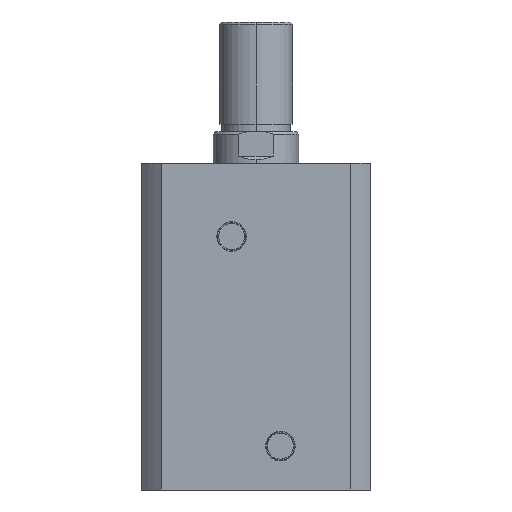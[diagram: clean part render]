
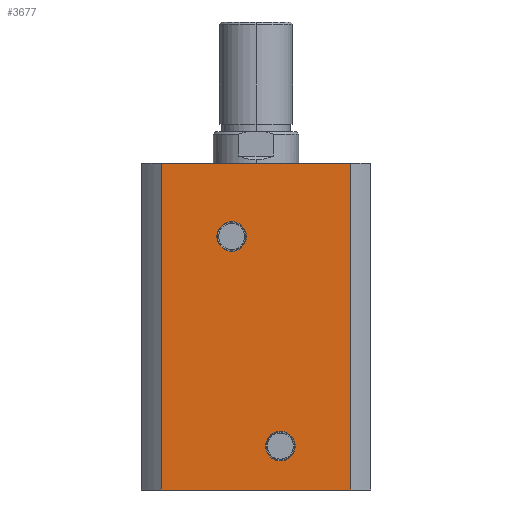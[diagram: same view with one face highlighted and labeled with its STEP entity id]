
A CAD part, left-side view. The second image highlights one B-rep face of the part: STEP entity #3677.
In plain terms, the highlighted planar face has unit normal (-1, 0, 0).
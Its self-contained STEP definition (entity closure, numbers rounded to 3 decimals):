
#146 = CARTESIAN_POINT ( 'NONE',  ( -47., -38.884, 0. ) ) ;
#154 = CARTESIAN_POINT ( 'NONE',  ( -47., -38.884, 134. ) ) ;
#357 = AXIS2_PLACEMENT_3D ( 'NONE', #850, #844, #854 ) ;
#456 = AXIS2_PLACEMENT_3D ( 'NONE', #1846, #1847, #1848 ) ;
#459 = AXIS2_PLACEMENT_3D ( 'NONE', #1835, #1836, #1837 ) ;
#506 = DIRECTION ( 'NONE',  ( 0., 0., 1. ) ) ;
#507 = CARTESIAN_POINT ( 'NONE',  ( -47., 0., 134. ) ) ;
#508 = CARTESIAN_POINT ( 'NONE',  ( -47., 0., 0. ) ) ;
#509 = CARTESIAN_POINT ( 'NONE',  ( -47., -10., 18. ) ) ;
#510 = DIRECTION ( 'NONE',  ( -1., 0., 0. ) ) ;
#511 = DIRECTION ( 'NONE',  ( 0., 0., 1. ) ) ;
#512 = DIRECTION ( 'NONE',  ( 0., -1., 0. ) ) ;
#513 = CARTESIAN_POINT ( 'NONE',  ( -47., -38.884, 134. ) ) ;
#515 = DIRECTION ( 'NONE',  ( 0., 0., -1. ) ) ;
#516 = DIRECTION ( 'NONE',  ( 0., -1., 0. ) ) ;
#627 = LINE ( 'NONE', #2162, #631 ) ;
#630 = CIRCLE ( 'NONE', #2443, 6.06 ) ;
#631 = VECTOR ( 'NONE', #2167, 1000. ) ;
#632 = CIRCLE ( 'NONE', #2442, 6.06 ) ;
#633 = LINE ( 'NONE', #508, #636 ) ;
#634 = LINE ( 'NONE', #507, #640 ) ;
#635 = LINE ( 'NONE', #513, #638 ) ;
#636 = VECTOR ( 'NONE', #512, 1000. ) ;
#638 = VECTOR ( 'NONE', #515, 1000. ) ;
#640 = VECTOR ( 'NONE', #516, 1000. ) ;
#844 = DIRECTION ( 'NONE',  ( 1., 0., 0. ) ) ;
#850 = CARTESIAN_POINT ( 'NONE',  ( -47., 0., 134. ) ) ;
#852 = PLANE ( 'NONE',  #357 ) ;
#854 = DIRECTION ( 'NONE',  ( 0., 1., 0. ) ) ;
#1127 = CARTESIAN_POINT ( 'NONE',  ( -47., 38.884, 0. ) ) ;
#1136 = CARTESIAN_POINT ( 'NONE',  ( -47., 38.884, 134. ) ) ;
#1178 = VERTEX_POINT ( 'NONE', #2678 ) ;
#1191 = VERTEX_POINT ( 'NONE', #2685 ) ;
#1195 = VERTEX_POINT ( 'NONE', #3083 ) ;
#1197 = VERTEX_POINT ( 'NONE', #3099 ) ;
#1354 = ORIENTED_EDGE ( 'NONE', *, *, #2552, .T. ) ;
#1356 = ORIENTED_EDGE ( 'NONE', *, *, #3215, .F. ) ;
#1357 = ORIENTED_EDGE ( 'NONE', *, *, #2554, .F. ) ;
#1359 = ORIENTED_EDGE ( 'NONE', *, *, #2555, .F. ) ;
#1361 = ORIENTED_EDGE ( 'NONE', *, *, #3220, .F. ) ;
#1367 = ORIENTED_EDGE ( 'NONE', *, *, #2556, .T. ) ;
#1378 = ORIENTED_EDGE ( 'NONE', *, *, #2557, .F. ) ;
#1383 = ORIENTED_EDGE ( 'NONE', *, *, #2558, .F. ) ;
#1545 = CIRCLE ( 'NONE', #459, 6.06 ) ;
#1552 = CIRCLE ( 'NONE', #456, 6.06 ) ;
#1835 = CARTESIAN_POINT ( 'NONE',  ( -47., 10., 104. ) ) ;
#1836 = DIRECTION ( 'NONE',  ( -1., 0., 0. ) ) ;
#1837 = DIRECTION ( 'NONE',  ( 0., 0., 1. ) ) ;
#1846 = CARTESIAN_POINT ( 'NONE',  ( -47., -10., 18. ) ) ;
#1847 = DIRECTION ( 'NONE',  ( -1., 0., 0. ) ) ;
#1848 = DIRECTION ( 'NONE',  ( 0., 0., 1. ) ) ;
#1871 = CARTESIAN_POINT ( 'NONE',  ( -47., 10., 104. ) ) ;
#1988 = DIRECTION ( 'NONE',  ( -1., 0., 0. ) ) ;
#2162 = CARTESIAN_POINT ( 'NONE',  ( -47., 38.884, 134. ) ) ;
#2167 = DIRECTION ( 'NONE',  ( 0., 0., -1. ) ) ;
#2363 = FACE_BOUND ( 'NONE', #3365, .T. ) ;
#2364 = FACE_OUTER_BOUND ( 'NONE', #3376, .T. ) ;
#2366 = FACE_BOUND ( 'NONE', #3395, .T. ) ;
#2442 = AXIS2_PLACEMENT_3D ( 'NONE', #509, #510, #511 ) ;
#2443 = AXIS2_PLACEMENT_3D ( 'NONE', #1871, #1988, #506 ) ;
#2552 = EDGE_CURVE ( 'NONE', #3426, #3425, #627, .T. ) ;
#2554 = EDGE_CURVE ( 'NONE', #1195, #1191, #630, .T. ) ;
#2555 = EDGE_CURVE ( 'NONE', #1178, #1197, #632, .T. ) ;
#2556 = EDGE_CURVE ( 'NONE', #3425, #3471, #633, .T. ) ;
#2557 = EDGE_CURVE ( 'NONE', #3479, #3471, #635, .T. ) ;
#2558 = EDGE_CURVE ( 'NONE', #3426, #3479, #634, .T. ) ;
#2678 = CARTESIAN_POINT ( 'NONE',  ( -47., -10., 24.06 ) ) ;
#2685 = CARTESIAN_POINT ( 'NONE',  ( -47., 10., 97.94 ) ) ;
#3083 = CARTESIAN_POINT ( 'NONE',  ( -47., 10., 110.06 ) ) ;
#3099 = CARTESIAN_POINT ( 'NONE',  ( -47., -10., 11.94 ) ) ;
#3215 = EDGE_CURVE ( 'NONE', #1191, #1195, #1545, .T. ) ;
#3220 = EDGE_CURVE ( 'NONE', #1197, #1178, #1552, .T. ) ;
#3365 = EDGE_LOOP ( 'NONE', ( #1357, #1356 ) ) ;
#3376 = EDGE_LOOP ( 'NONE', ( #1367, #1378, #1383, #1354 ) ) ;
#3395 = EDGE_LOOP ( 'NONE', ( #1359, #1361 ) ) ;
#3425 = VERTEX_POINT ( 'NONE', #1127 ) ;
#3426 = VERTEX_POINT ( 'NONE', #1136 ) ;
#3471 = VERTEX_POINT ( 'NONE', #146 ) ;
#3479 = VERTEX_POINT ( 'NONE', #154 ) ;
#3677 = ADVANCED_FACE ( 'NONE', ( #2363, #2366, #2364 ), #852, .F. ) ;
